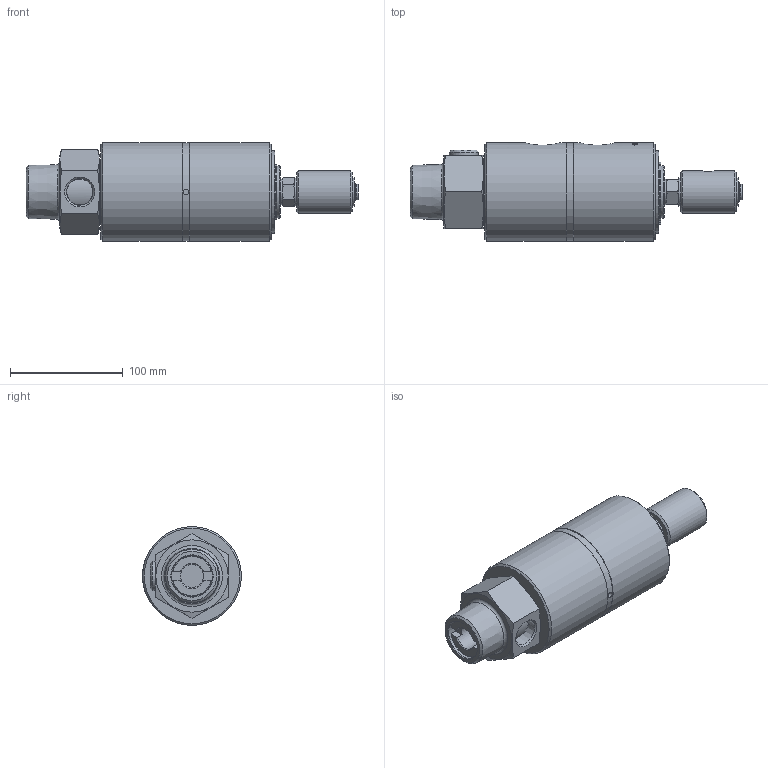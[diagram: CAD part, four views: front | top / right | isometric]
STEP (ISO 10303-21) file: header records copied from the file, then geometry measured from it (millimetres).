
FILE_DESCRIPTION(/* description */ (''),/* implementation_level */ '2;1');
FILE_NAME(/* name */ '1890-116-IC.stp',/* time_stamp */ '2020-05-21T10:44:10-05:00',/* author */ ('GALINDOLM'),/* organization */ (''),/* preprocessor_version */ 'ST-DEVELOPER v18',/* originating_system */ 'Autodesk Inventor 2020',/* authorisation */ '');
FILE_SCHEMA (('AUTOMOTIVE_DESIGN { 1 0 10303 214 3 1 1 }'));
Products named in the file (1): 1890-116-IC
Bounding box: 294.2 x 87.63 x 87.63 mm (x, y, z)
Volume: 1100833 mm3; surface area: 97574.1 mm2
Topology: 1 solids, 6 shells, 415 faces, 1069 edges, 721 vertices
Faces by surface type: bspline 154, plane 142, cylinder 81, cone 37, torus 1
Full cylindrical faces by diameter (mm): 1.27 x2, 2.5 x2, 5 x2, 10.719 x1, 11.1 x1, 13.983 x2, 14.25 x1, 20.6 x1, 22.2 x1, 22.631 x2, 23.4 x1, 25.4 x2, 36.42 x1, 36.5 x1, 38 x1, 43.51 x1, 46.15 x2, 47.396 x2, 47.5 x2, 52.07 x1, 73 x1, 87.03 x1, 87.63 x2
Entity records: 49886 total; most frequent: CARTESIAN_POINT 40164, ORIENTED_EDGE 2138, DIRECTION 1651, EDGE_CURVE 1069, VERTEX_POINT 721, AXIS2_PLACEMENT_3D 620, EDGE_LOOP 480, FACE_OUTER_BOUND 415
